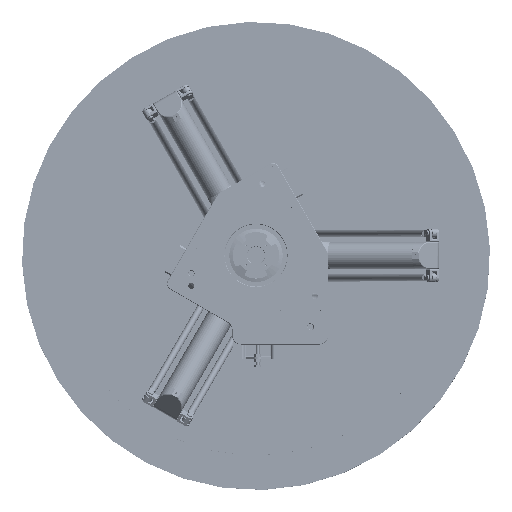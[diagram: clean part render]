
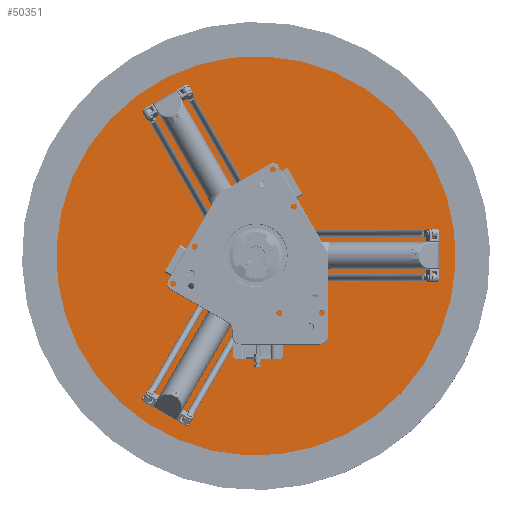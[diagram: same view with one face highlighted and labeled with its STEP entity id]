
A CAD part, top view. The second image highlights one B-rep face of the part: STEP entity #50351.
In plain terms, the highlighted face is planar.
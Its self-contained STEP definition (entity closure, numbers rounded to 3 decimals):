
#5335=CIRCLE('',#55194,447.9);
#8673=FACE_OUTER_BOUND('',#11954,.T.);
#11954=EDGE_LOOP('',(#40394));
#23394=VERTEX_POINT('',#98418);
#29347=EDGE_CURVE('',#23394,#23394,#5335,.T.);
#40394=ORIENTED_EDGE('',*,*,#29347,.F.);
#48178=PLANE('',#55193);
#50351=ADVANCED_FACE('',(#8673),#48178,.T.);
#55193=AXIS2_PLACEMENT_3D('',#98417,#65001,#65002);
#55194=AXIS2_PLACEMENT_3D('',#98419,#65003,#65004);
#65001=DIRECTION('center_axis',(0.,0.,-1.));
#65002=DIRECTION('ref_axis',(-1.,0.,0.));
#65003=DIRECTION('center_axis',(0.,0.,1.));
#65004=DIRECTION('ref_axis',(1.,0.,0.));
#98417=CARTESIAN_POINT('Origin',(0.,-447.9,0.));
#98418=CARTESIAN_POINT('',(0.,447.9,0.));
#98419=CARTESIAN_POINT('Origin',(0.,0.,0.));
